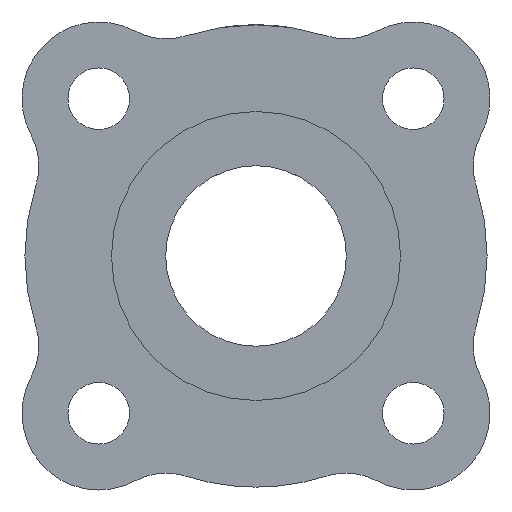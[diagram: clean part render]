
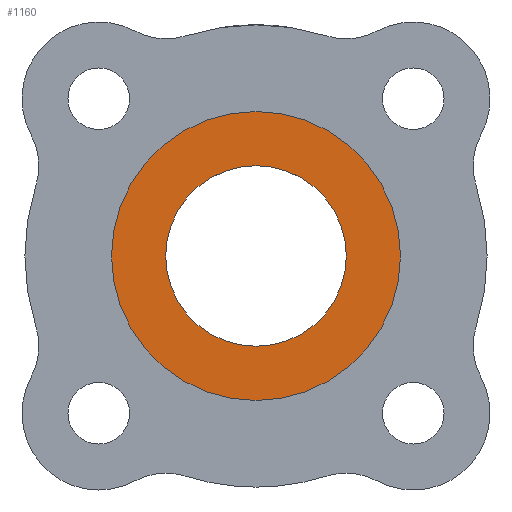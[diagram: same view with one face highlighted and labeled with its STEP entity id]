
A CAD part, front view. The second image highlights one B-rep face of the part: STEP entity #1160.
In plain terms, the highlighted planar face has unit normal (0, -1, 0).
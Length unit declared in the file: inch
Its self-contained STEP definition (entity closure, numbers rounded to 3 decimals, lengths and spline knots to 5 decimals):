
#137 = DIRECTION ( 'NONE',  ( 0., 0., 1. ) ) ;
#145 = DIRECTION ( 'NONE',  ( 0., 1., 0. ) ) ;
#146 = CARTESIAN_POINT ( 'NONE',  ( 0., 0., 0. ) ) ;
#158 = DIRECTION ( 'NONE',  ( 0., 0., 1. ) ) ;
#172 = VERTEX_POINT ( 'NONE', #917 ) ;
#176 = DIRECTION ( 'NONE',  ( 0., 1., 0. ) ) ;
#177 = CARTESIAN_POINT ( 'NONE',  ( 0., 0., 0. ) ) ;
#193 = ORIENTED_EDGE ( 'NONE', *, *, #1159, .F. ) ;
#273 = DIRECTION ( 'NONE',  ( 0., 0., 1. ) ) ;
#274 = DIRECTION ( 'NONE',  ( 0., 1., 0. ) ) ;
#278 = DIRECTION ( 'NONE',  ( 0., 0., 1. ) ) ;
#280 = DIRECTION ( 'NONE',  ( 0., 1., 0. ) ) ;
#281 = CARTESIAN_POINT ( 'NONE',  ( 0., 0., 0. ) ) ;
#288 = VERTEX_POINT ( 'NONE', #408 ) ;
#290 = CIRCLE ( 'NONE', #727, 0.25 ) ;
#303 = CARTESIAN_POINT ( 'NONE',  ( 0., 0., 0. ) ) ;
#317 = PLANE ( 'NONE',  #641 ) ;
#408 = CARTESIAN_POINT ( 'NONE',  ( 0., 0., 0.25 ) ) ;
#412 = VERTEX_POINT ( 'NONE', #1264 ) ;
#483 = ORIENTED_EDGE ( 'NONE', *, *, #1182, .T. ) ;
#499 = CIRCLE ( 'NONE', #630, 0.25 ) ;
#503 = EDGE_LOOP ( 'NONE', ( #483, #803 ) ) ;
#611 = AXIS2_PLACEMENT_3D ( 'NONE', #146, #145, #137 ) ;
#630 = AXIS2_PLACEMENT_3D ( 'NONE', #177, #176, #158 ) ;
#641 = AXIS2_PLACEMENT_3D ( 'NONE', #303, #274, #273 ) ;
#713 = EDGE_CURVE ( 'NONE', #412, #172, #921, .T. ) ;
#727 = AXIS2_PLACEMENT_3D ( 'NONE', #281, #280, #278 ) ;
#803 = ORIENTED_EDGE ( 'NONE', *, *, #713, .T. ) ;
#806 = VERTEX_POINT ( 'NONE', #1045 ) ;
#917 = CARTESIAN_POINT ( 'NONE',  ( 0., 0., 0.15625 ) ) ;
#921 = CIRCLE ( 'NONE', #1358, 0.15625 ) ;
#1045 = CARTESIAN_POINT ( 'NONE',  ( 0., 0., -0.25 ) ) ;
#1073 = ORIENTED_EDGE ( 'NONE', *, *, #1178, .F. ) ;
#1089 = CIRCLE ( 'NONE', #611, 0.15625 ) ;
#1159 = EDGE_CURVE ( 'NONE', #288, #806, #290, .T. ) ;
#1160 = ADVANCED_FACE ( 'NONE', ( #1170, #1412 ), #317, .F. ) ;
#1170 = FACE_BOUND ( 'NONE', #503, .T. ) ;
#1178 = EDGE_CURVE ( 'NONE', #806, #288, #499, .T. ) ;
#1182 = EDGE_CURVE ( 'NONE', #172, #412, #1089, .T. ) ;
#1264 = CARTESIAN_POINT ( 'NONE',  ( 0., 0., -0.15625 ) ) ;
#1307 = EDGE_LOOP ( 'NONE', ( #1073, #193 ) ) ;
#1358 = AXIS2_PLACEMENT_3D ( 'NONE', #1393, #1389, #1374 ) ;
#1374 = DIRECTION ( 'NONE',  ( 0., 0., 1. ) ) ;
#1389 = DIRECTION ( 'NONE',  ( 0., 1., 0. ) ) ;
#1393 = CARTESIAN_POINT ( 'NONE',  ( 0., 0., 0. ) ) ;
#1412 = FACE_OUTER_BOUND ( 'NONE', #1307, .T. ) ;
